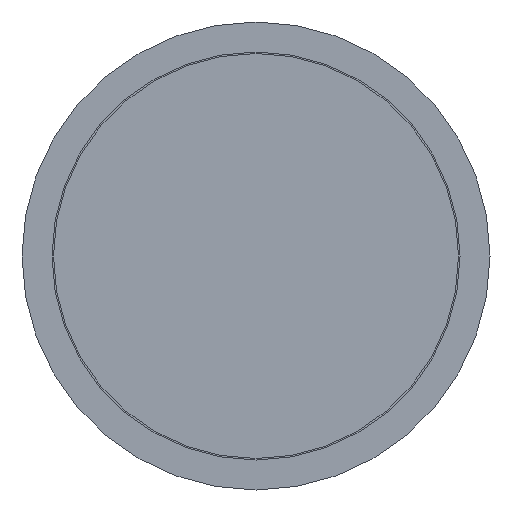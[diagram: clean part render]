
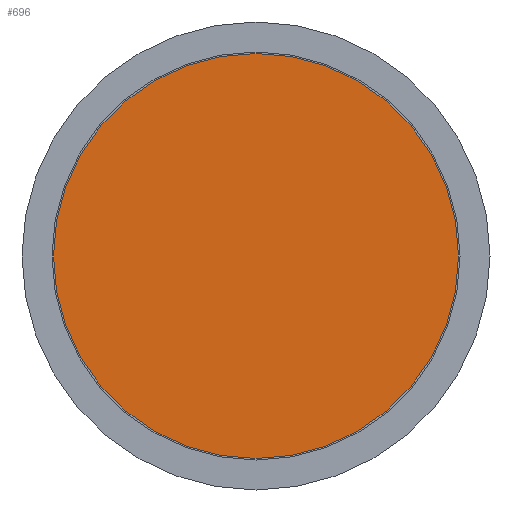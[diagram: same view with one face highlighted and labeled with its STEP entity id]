
A CAD part, front view. The second image highlights one B-rep face of the part: STEP entity #696.
In plain terms, the highlighted planar face has unit normal (0, -1, 0).
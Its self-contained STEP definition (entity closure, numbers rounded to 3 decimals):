
#62 = FACE_OUTER_BOUND ( 'NONE', #230, .T. ) ;
#102 = CIRCLE ( 'NONE', #934, 33.75 ) ;
#198 = DIRECTION ( 'NONE',  ( 0., 1., 0. ) ) ;
#230 = EDGE_LOOP ( 'NONE', ( #716 ) ) ;
#312 = CARTESIAN_POINT ( 'NONE',  ( 0., 0., -33.75 ) ) ;
#388 = VERTEX_POINT ( 'NONE', #312 ) ;
#492 = DIRECTION ( 'NONE',  ( 0., -1., 0. ) ) ;
#495 = DIRECTION ( 'NONE',  ( 0., 0., 1. ) ) ;
#646 = AXIS2_PLACEMENT_3D ( 'NONE', #821, #198, #495 ) ;
#652 = CARTESIAN_POINT ( 'NONE',  ( 0., 0., 0. ) ) ;
#696 = ADVANCED_FACE ( 'NONE', ( #62 ), #874, .F. ) ;
#716 = ORIENTED_EDGE ( 'NONE', *, *, #717, .T. ) ;
#717 = EDGE_CURVE ( 'NONE', #388, #388, #102, .T. ) ;
#801 = DIRECTION ( 'NONE',  ( 0., 0., -1. ) ) ;
#821 = CARTESIAN_POINT ( 'NONE',  ( -33.75, 0., 0. ) ) ;
#874 = PLANE ( 'NONE',  #646 ) ;
#934 = AXIS2_PLACEMENT_3D ( 'NONE', #652, #492, #801 ) ;
